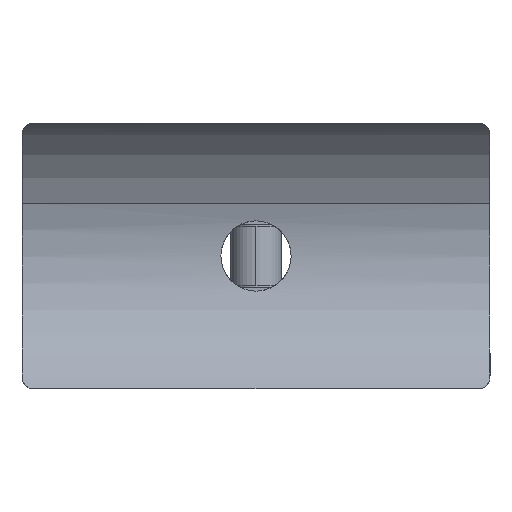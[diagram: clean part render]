
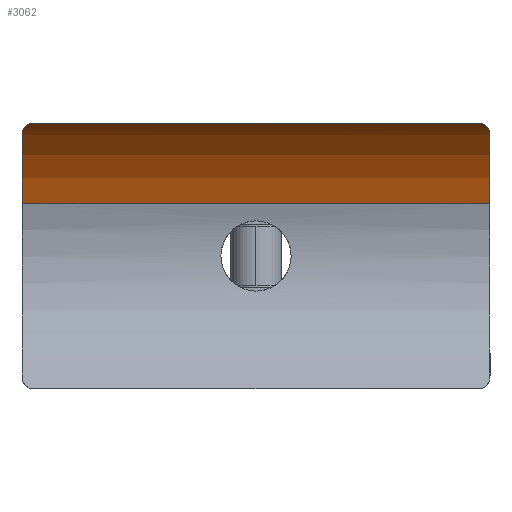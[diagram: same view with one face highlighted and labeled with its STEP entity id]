
A CAD part, left-side view. The second image highlights one B-rep face of the part: STEP entity #3062.
In plain terms, the highlighted cylindrical face has radius 21.2 mm (diameter 42.4 mm), a partial arc.
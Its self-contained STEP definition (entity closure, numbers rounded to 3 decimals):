
#129 = CARTESIAN_POINT ( 'NONE',  ( -63.337, 29.244, 16.852 ) ) ;
#228 = CARTESIAN_POINT ( 'NONE',  ( -62.597, -29.825, 16.262 ) ) ;
#230 = ORIENTED_EDGE ( 'NONE', *, *, #1588, .T. ) ;
#244 = CARTESIAN_POINT ( 'NONE',  ( -61.777, -30., 15.538 ) ) ;
#349 = VERTEX_POINT ( 'NONE', #1073 ) ;
#356 = CYLINDRICAL_SURFACE ( 'NONE', #3575, 21.2 ) ;
#427 = CARTESIAN_POINT ( 'NONE',  ( -62.108, 29.977, 15.84 ) ) ;
#440 = DIRECTION ( 'NONE',  ( 0., -1., 0. ) ) ;
#446 = CARTESIAN_POINT ( 'NONE',  ( -62.915, 29.648, 16.522 ) ) ;
#636 = FACE_OUTER_BOUND ( 'NONE', #953, .T. ) ;
#658 = CARTESIAN_POINT ( 'NONE',  ( -63.534, 28.874, 17. ) ) ;
#777 = VERTEX_POINT ( 'NONE', #2150 ) ;
#790 = LINE ( 'NONE', #2807, #1211 ) ;
#853 = CARTESIAN_POINT ( 'NONE',  ( -56.103, -30., 6.75 ) ) ;
#873 = DIRECTION ( 'NONE',  ( 0., -1., 0. ) ) ;
#879 = ORIENTED_EDGE ( 'NONE', *, *, #946, .F. ) ;
#946 = EDGE_CURVE ( 'NONE', #1879, #2879, #1164, .T. ) ;
#953 = EDGE_LOOP ( 'NONE', ( #879, #3598, #230, #3330, #2932, #1767 ) ) ;
#983 = CARTESIAN_POINT ( 'NONE',  ( -63.273, 29.323, 16.803 ) ) ;
#1003 = CARTESIAN_POINT ( 'NONE',  ( -63.449, 29.071, 16.937 ) ) ;
#1073 = CARTESIAN_POINT ( 'NONE',  ( -63.534, -28.874, 17. ) ) ;
#1131 = LINE ( 'NONE', #3454, #3158 ) ;
#1164 = CIRCLE ( 'NONE', #2968, 21.2 ) ;
#1211 = VECTOR ( 'NONE', #1951, 1000. ) ;
#1217 = CARTESIAN_POINT ( 'NONE',  ( -76.2, -39., 0. ) ) ;
#1251 = CARTESIAN_POINT ( 'NONE',  ( -76.2, 30., 0. ) ) ;
#1279 = CARTESIAN_POINT ( 'NONE',  ( -56.103, 30., 6.75 ) ) ;
#1374 = CARTESIAN_POINT ( 'NONE',  ( -62.914, -29.649, 16.521 ) ) ;
#1390 = CARTESIAN_POINT ( 'NONE',  ( -63.449, -29.073, 16.937 ) ) ;
#1454 = EDGE_CURVE ( 'NONE', #2789, #777, #3314, .T. ) ;
#1519 = CARTESIAN_POINT ( 'NONE',  ( -61.941, 30., 15.69 ) ) ;
#1538 = CARTESIAN_POINT ( 'NONE',  ( -61.777, 30., 15.538 ) ) ;
#1567 = CARTESIAN_POINT ( 'NONE',  ( -63.497, 28.978, 16.973 ) ) ;
#1588 = EDGE_CURVE ( 'NONE', #349, #2194, #790, .T. ) ;
#1612 = EDGE_CURVE ( 'NONE', #1879, #349, #2768, .T. ) ;
#1767 = ORIENTED_EDGE ( 'NONE', *, *, #2508, .T. ) ;
#1799 = B_SPLINE_CURVE_WITH_KNOTS ( 'NONE', 3,
 ( #658, #1567, #1003, #129, #983, #2098, #446, #1802, #3280, #427, #1519, #1538 ),
 .UNSPECIFIED., .F., .F.,
 ( 4, 2, 2, 2, 2, 4 ),
 ( 0., 0., 0.001, 0.001, 0.002, 0.003 ),
 .UNSPECIFIED. ) ;
#1802 = CARTESIAN_POINT ( 'NONE',  ( -62.599, 29.825, 16.263 ) ) ;
#1810 = DIRECTION ( 'NONE',  ( 0., 1., 0. ) ) ;
#1879 = VERTEX_POINT ( 'NONE', #3341 ) ;
#1900 = CARTESIAN_POINT ( 'NONE',  ( -61.941, -30., 15.69 ) ) ;
#1951 = DIRECTION ( 'NONE',  ( 0., 1., 0. ) ) ;
#1969 = CARTESIAN_POINT ( 'NONE',  ( -62.432, -29.891, 16.123 ) ) ;
#2042 = CARTESIAN_POINT ( 'NONE',  ( -63.534, 28.874, 17. ) ) ;
#2098 = CARTESIAN_POINT ( 'NONE',  ( -63.068, 29.535, 16.644 ) ) ;
#2150 = CARTESIAN_POINT ( 'NONE',  ( -61.777, 30., 15.538 ) ) ;
#2194 = VERTEX_POINT ( 'NONE', #2042 ) ;
#2508 = EDGE_CURVE ( 'NONE', #2789, #2879, #1131, .T. ) ;
#2546 = CARTESIAN_POINT ( 'NONE',  ( -62.105, -29.978, 15.838 ) ) ;
#2588 = EDGE_CURVE ( 'NONE', #2194, #777, #1799, .T. ) ;
#2741 = DIRECTION ( 'NONE',  ( 1., 0., 0. ) ) ;
#2768 = B_SPLINE_CURVE_WITH_KNOTS ( 'NONE', 3,
 ( #244, #1900, #2546, #1969, #228, #1374, #2787, #3603, #2770, #1390, #3680, #3622 ),
 .UNSPECIFIED., .F., .F.,
 ( 4, 2, 2, 2, 2, 4 ),
 ( 0., 0.001, 0.001, 0.002, 0.002, 0.003 ),
 .UNSPECIFIED. ) ;
#2770 = CARTESIAN_POINT ( 'NONE',  ( -63.335, -29.247, 16.851 ) ) ;
#2787 = CARTESIAN_POINT ( 'NONE',  ( -63.067, -29.537, 16.643 ) ) ;
#2789 = VERTEX_POINT ( 'NONE', #1279 ) ;
#2807 = CARTESIAN_POINT ( 'NONE',  ( -63.534, -39., 17. ) ) ;
#2879 = VERTEX_POINT ( 'NONE', #853 ) ;
#2932 = ORIENTED_EDGE ( 'NONE', *, *, #1454, .F. ) ;
#2954 = DIRECTION ( 'NONE',  ( -1., 0., 0. ) ) ;
#2968 = AXIS2_PLACEMENT_3D ( 'NONE', #3236, #1810, #2954 ) ;
#3062 = ADVANCED_FACE ( 'NONE', ( #636 ), #356, .F. ) ;
#3158 = VECTOR ( 'NONE', #873, 1000. ) ;
#3236 = CARTESIAN_POINT ( 'NONE',  ( -76.2, -30., 0. ) ) ;
#3280 = CARTESIAN_POINT ( 'NONE',  ( -62.437, 29.889, 16.126 ) ) ;
#3314 = CIRCLE ( 'NONE', #3664, 21.2 ) ;
#3330 = ORIENTED_EDGE ( 'NONE', *, *, #2588, .T. ) ;
#3341 = CARTESIAN_POINT ( 'NONE',  ( -61.777, -30., 15.538 ) ) ;
#3454 = CARTESIAN_POINT ( 'NONE',  ( -56.103, -39., 6.75 ) ) ;
#3511 = DIRECTION ( 'NONE',  ( 0., 1., 0. ) ) ;
#3575 = AXIS2_PLACEMENT_3D ( 'NONE', #1217, #3511, #3595 ) ;
#3595 = DIRECTION ( 'NONE',  ( 0., 0., 1. ) ) ;
#3598 = ORIENTED_EDGE ( 'NONE', *, *, #1612, .T. ) ;
#3603 = CARTESIAN_POINT ( 'NONE',  ( -63.272, -29.324, 16.802 ) ) ;
#3622 = CARTESIAN_POINT ( 'NONE',  ( -63.534, -28.874, 17. ) ) ;
#3664 = AXIS2_PLACEMENT_3D ( 'NONE', #1251, #440, #2741 ) ;
#3680 = CARTESIAN_POINT ( 'NONE',  ( -63.497, -28.977, 16.973 ) ) ;
